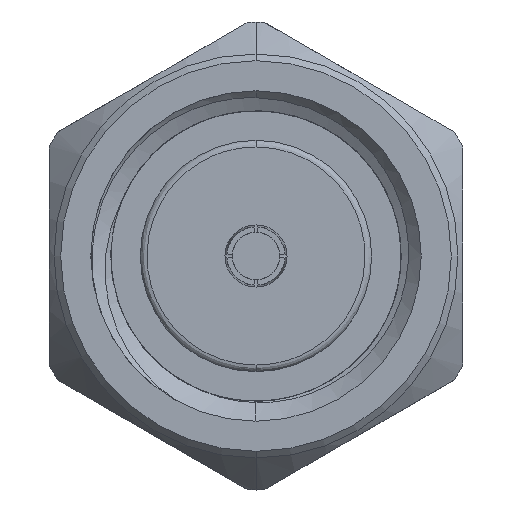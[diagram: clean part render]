
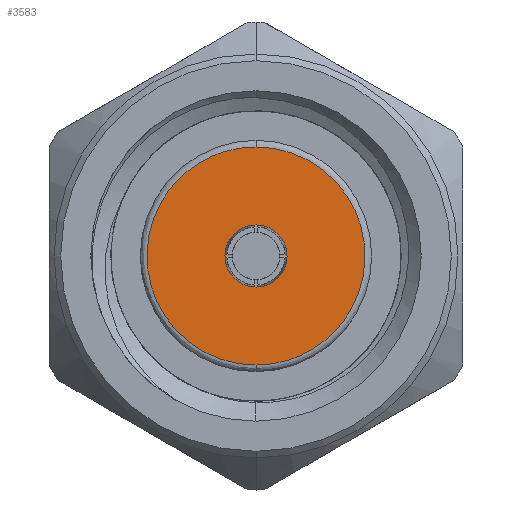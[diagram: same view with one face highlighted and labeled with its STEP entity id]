
A CAD part, left-side view. The second image highlights one B-rep face of the part: STEP entity #3583.
In plain terms, the highlighted planar face has unit normal (-1, 0, 0).
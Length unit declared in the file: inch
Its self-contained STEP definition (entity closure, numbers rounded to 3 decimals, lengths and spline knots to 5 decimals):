
#148 = CARTESIAN_POINT ( 'NONE',  ( 0.11, -0.165, -0.0825 ) ) ;
#151 = CARTESIAN_POINT ( 'NONE',  ( 0.11, 0., 0.0235 ) ) ;
#244 = DIRECTION ( 'NONE',  ( 0., 0., -1. ) ) ;
#635 = EDGE_LOOP ( 'NONE', ( #3776, #3465 ) ) ;
#640 = EDGE_LOOP ( 'NONE', ( #2582, #4897 ) ) ;
#655 = CARTESIAN_POINT ( 'NONE',  ( 0.11, 0., -0.0235 ) ) ;
#723 =( BOUNDED_CURVE ( )  B_SPLINE_CURVE ( 3, ( #2280, #4021, #148, #1867 ),
 .UNSPECIFIED., .F., .F. ) 
 B_SPLINE_CURVE_WITH_KNOTS ( ( 4, 4 ),
 ( 0., 1. ),
 .UNSPECIFIED. ) 
 CURVE ( )  GEOMETRIC_REPRESENTATION_ITEM ( )  RATIONAL_B_SPLINE_CURVE ( ( 1., 0.333, 0.333, 1. ) ) 
 REPRESENTATION_ITEM ( '' )  );
#969 = CARTESIAN_POINT ( 'NONE',  ( 0.11, 0.165, 0.0825 ) ) ;
#978 = CARTESIAN_POINT ( 'NONE',  ( 0.11, 0., 0.0825 ) ) ;
#987 = FACE_OUTER_BOUND ( 'NONE', #635, .T. ) ;
#1076 = PLANE ( 'NONE',  #2791 ) ;
#1162 = EDGE_CURVE ( 'NONE', #4032, #4881, #723, .T. ) ;
#1410 = CARTESIAN_POINT ( 'NONE',  ( 0.11, 0., 0. ) ) ;
#1770 = CIRCLE ( 'NONE', #4570, 0.0235 ) ;
#1867 = CARTESIAN_POINT ( 'NONE',  ( 0.11, 0., -0.0825 ) ) ;
#2116 = AXIS2_PLACEMENT_3D ( 'NONE', #2841, #2403, #3580 ) ;
#2253 = CARTESIAN_POINT ( 'NONE',  ( 0.11, 0., 0.0825 ) ) ;
#2280 = CARTESIAN_POINT ( 'NONE',  ( 0.11, 0., 0.0825 ) ) ;
#2403 = DIRECTION ( 'NONE',  ( -1., 0., 0. ) ) ;
#2582 = ORIENTED_EDGE ( 'NONE', *, *, #2638, .F. ) ;
#2638 = EDGE_CURVE ( 'NONE', #3578, #3026, #1770, .T. ) ;
#2642 = EDGE_CURVE ( 'NONE', #3026, #3578, #3675, .T. ) ;
#2791 = AXIS2_PLACEMENT_3D ( 'NONE', #1410, #5342, #3986 ) ;
#2841 = CARTESIAN_POINT ( 'NONE',  ( 0.11, 0., 0. ) ) ;
#3026 = VERTEX_POINT ( 'NONE', #151 ) ;
#3114 = CARTESIAN_POINT ( 'NONE',  ( 0.11, 0., -0.0825 ) ) ;
#3465 = ORIENTED_EDGE ( 'NONE', *, *, #1162, .F. ) ;
#3578 = VERTEX_POINT ( 'NONE', #655 ) ;
#3580 = DIRECTION ( 'NONE',  ( 0., 0., -1. ) ) ;
#3583 = ADVANCED_FACE ( 'NONE', ( #5285, #987 ), #1076, .F. ) ;
#3675 = CIRCLE ( 'NONE', #2116, 0.0235 ) ;
#3776 = ORIENTED_EDGE ( 'NONE', *, *, #5246, .F. ) ;
#3986 = DIRECTION ( 'NONE',  ( 0., 0., -1. ) ) ;
#4021 = CARTESIAN_POINT ( 'NONE',  ( 0.11, -0.165, 0.0825 ) ) ;
#4032 = VERTEX_POINT ( 'NONE', #978 ) ;
#4113 = DIRECTION ( 'NONE',  ( -1., 0., 0. ) ) ;
#4511 = CARTESIAN_POINT ( 'NONE',  ( 0.11, 0., -0.0825 ) ) ;
#4540 = CARTESIAN_POINT ( 'NONE',  ( 0.11, 0., 0. ) ) ;
#4570 = AXIS2_PLACEMENT_3D ( 'NONE', #4540, #4113, #244 ) ;
#4841 = CARTESIAN_POINT ( 'NONE',  ( 0.11, 0.165, -0.0825 ) ) ;
#4881 = VERTEX_POINT ( 'NONE', #4511 ) ;
#4897 = ORIENTED_EDGE ( 'NONE', *, *, #2642, .F. ) ;
#5246 = EDGE_CURVE ( 'NONE', #4881, #4032, #5346, .T. ) ;
#5285 = FACE_BOUND ( 'NONE', #640, .T. ) ;
#5342 = DIRECTION ( 'NONE',  ( 1., 0., 0. ) ) ;
#5346 =( BOUNDED_CURVE ( )  B_SPLINE_CURVE ( 3, ( #3114, #4841, #969, #2253 ),
 .UNSPECIFIED., .F., .F. ) 
 B_SPLINE_CURVE_WITH_KNOTS ( ( 4, 4 ),
 ( 0., 1. ),
 .UNSPECIFIED. ) 
 CURVE ( )  GEOMETRIC_REPRESENTATION_ITEM ( )  RATIONAL_B_SPLINE_CURVE ( ( 1., 0.333, 0.333, 1. ) ) 
 REPRESENTATION_ITEM ( '' )  );
